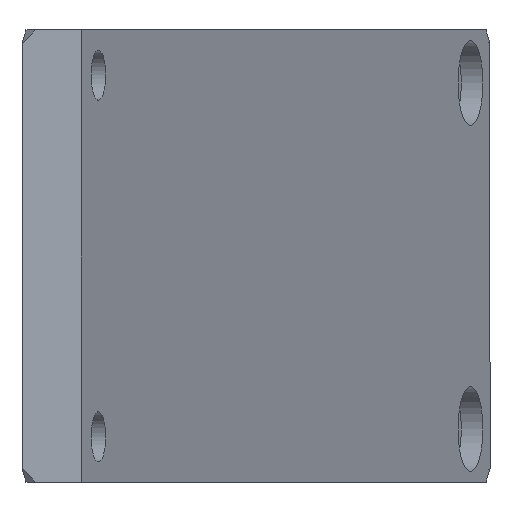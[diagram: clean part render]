
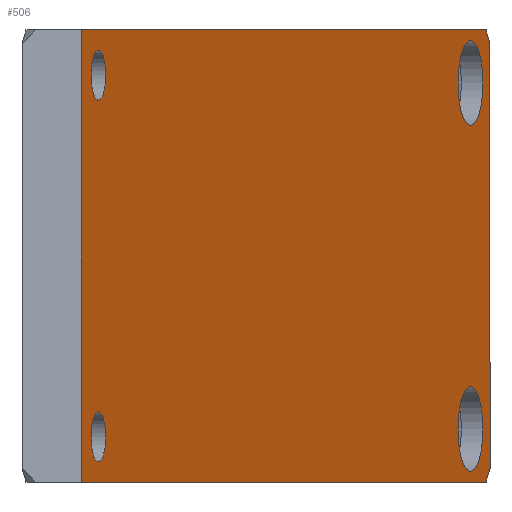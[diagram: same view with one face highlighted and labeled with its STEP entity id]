
A CAD part, front view. The second image highlights one B-rep face of the part: STEP entity #506.
In plain terms, the highlighted planar face has unit normal (0.956, -0.292, 0).
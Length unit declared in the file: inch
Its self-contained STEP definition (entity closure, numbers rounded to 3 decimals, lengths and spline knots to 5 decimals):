
#3 = ORIENTED_EDGE ( 'NONE', *, *, #139, .F. ) ;
#36 = EDGE_CURVE ( 'NONE', #529, #697, #450, .T. ) ;
#39 = EDGE_LOOP ( 'NONE', ( #710 ) ) ;
#40 = FACE_OUTER_BOUND ( 'NONE', #234, .T. ) ;
#43 = CARTESIAN_POINT ( 'NONE',  ( 0.33786, 0.25, -1. ) ) ;
#54 = CIRCLE ( 'NONE', #543, 0.1105 ) ;
#85 = CARTESIAN_POINT ( 'NONE',  ( 0.29373, 0.10567, 0.8 ) ) ;
#100 = DIRECTION ( 'NONE',  ( 0., 0., -1. ) ) ;
#102 = EDGE_LOOP ( 'NONE', ( #787 ) ) ;
#105 = EDGE_LOOP ( 'NONE', ( #213 ) ) ;
#107 = VECTOR ( 'NONE', #794, 39.37008 ) ;
#108 = CARTESIAN_POINT ( 'NONE',  ( 0.18499, -0.25, 1. ) ) ;
#109 = EDGE_CURVE ( 'NONE', #322, #322, #414, .T. ) ;
#110 = CARTESIAN_POINT ( 'NONE',  ( 1.99321, 5.66443, 1. ) ) ;
#139 = EDGE_CURVE ( 'NONE', #721, #415, #294, .T. ) ;
#155 = ORIENTED_EDGE ( 'NONE', *, *, #248, .F. ) ;
#171 = FACE_BOUND ( 'NONE', #516, .T. ) ;
#176 = AXIS2_PLACEMENT_3D ( 'NONE', #746, #681, #429 ) ;
#205 = VERTEX_POINT ( 'NONE', #448 ) ;
#213 = ORIENTED_EDGE ( 'NONE', *, *, #109, .F. ) ;
#216 = EDGE_CURVE ( 'NONE', #695, #695, #54, .T. ) ;
#232 = FACE_BOUND ( 'NONE', #39, .T. ) ;
#234 = EDGE_LOOP ( 'NONE', ( #155, #3, #604, #591, #387, #360 ) ) ;
#248 = EDGE_CURVE ( 'NONE', #415, #256, #437, .T. ) ;
#250 = LINE ( 'NONE', #805, #769 ) ;
#256 = VERTEX_POINT ( 'NONE', #692 ) ;
#292 = AXIS2_PLACEMENT_3D ( 'NONE', #43, #472, #671 ) ;
#293 = FACE_BOUND ( 'NONE', #105, .T. ) ;
#294 = LINE ( 'NONE', #110, #107 ) ;
#301 = CARTESIAN_POINT ( 'NONE',  ( 1.90687, 5.38202, 0.765 ) ) ;
#307 = VECTOR ( 'NONE', #435, 39.37008 ) ;
#310 = DIRECTION ( 'NONE',  ( 0.956, -0.292, 0. ) ) ;
#317 = CARTESIAN_POINT ( 'NONE',  ( 0.26142, 0., -0.8 ) ) ;
#322 = VERTEX_POINT ( 'NONE', #773 ) ;
#324 = CIRCLE ( 'NONE', #552, 0.1875 ) ;
#325 = CIRCLE ( 'NONE', #176, 0.1105 ) ;
#327 = CARTESIAN_POINT ( 'NONE',  ( 0.29373, 0.10567, -0.8 ) ) ;
#331 = VERTEX_POINT ( 'NONE', #85 ) ;
#334 = DIRECTION ( 'NONE',  ( 0.292, 0.956, 0. ) ) ;
#344 = EDGE_CURVE ( 'NONE', #205, #205, #324, .T. ) ;
#350 = FACE_BOUND ( 'NONE', #102, .T. ) ;
#360 = ORIENTED_EDGE ( 'NONE', *, *, #641, .T. ) ;
#378 = DIRECTION ( 'NONE',  ( -0.207, -0.676, -0.707 ) ) ;
#381 = LINE ( 'NONE', #500, #307 ) ;
#385 = CARTESIAN_POINT ( 'NONE',  ( 1.99321, 5.66443, -0.94 ) ) ;
#387 = ORIENTED_EDGE ( 'NONE', *, *, #427, .T. ) ;
#414 = CIRCLE ( 'NONE', #752, 0.1875 ) ;
#415 = VERTEX_POINT ( 'NONE', #385 ) ;
#427 = EDGE_CURVE ( 'NONE', #529, #624, #651, .T. ) ;
#429 = DIRECTION ( 'NONE',  ( 0.292, 0.956, 0. ) ) ;
#430 = DIRECTION ( 'NONE',  ( 0.292, 0.956, 0. ) ) ;
#433 = CARTESIAN_POINT ( 'NONE',  ( 1.90687, 5.38202, -0.765 ) ) ;
#435 = DIRECTION ( 'NONE',  ( -0.207, -0.676, 0.707 ) ) ;
#437 = LINE ( 'NONE', #505, #491 ) ;
#448 = CARTESIAN_POINT ( 'NONE',  ( 1.96169, 5.56133, -0.765 ) ) ;
#450 = LINE ( 'NONE', #701, #715 ) ;
#453 = CARTESIAN_POINT ( 'NONE',  ( 0.18499, -0.25, 1.42029 ) ) ;
#459 = ORIENTED_EDGE ( 'NONE', *, *, #216, .F. ) ;
#461 = CARTESIAN_POINT ( 'NONE',  ( 1.99321, 5.66443, 0.94 ) ) ;
#472 = DIRECTION ( 'NONE',  ( 0.956, -0.292, 0. ) ) ;
#491 = VECTOR ( 'NONE', #378, 39.37008 ) ;
#500 = CARTESIAN_POINT ( 'NONE',  ( 1.44913, 3.88483, 2.80091 ) ) ;
#505 = CARTESIAN_POINT ( 'NONE',  ( 1.15676, 2.92852, -3.80091 ) ) ;
#506 = ADVANCED_FACE ( 'NONE', ( #40, #171, #232, #293, #350 ), #730, .T. ) ;
#516 = EDGE_LOOP ( 'NONE', ( #459 ) ) ;
#529 = VERTEX_POINT ( 'NONE', #108 ) ;
#543 = AXIS2_PLACEMENT_3D ( 'NONE', #317, #757, #619 ) ;
#552 = AXIS2_PLACEMENT_3D ( 'NONE', #433, #676, #430 ) ;
#560 = CARTESIAN_POINT ( 'NONE',  ( 1.97567, 5.60705, 1. ) ) ;
#591 = ORIENTED_EDGE ( 'NONE', *, *, #36, .F. ) ;
#604 = ORIENTED_EDGE ( 'NONE', *, *, #636, .T. ) ;
#619 = DIRECTION ( 'NONE',  ( 0.292, 0.956, 0. ) ) ;
#624 = VERTEX_POINT ( 'NONE', #803 ) ;
#636 = EDGE_CURVE ( 'NONE', #721, #697, #381, .T. ) ;
#641 = EDGE_CURVE ( 'NONE', #624, #256, #250, .T. ) ;
#651 = LINE ( 'NONE', #453, #660 ) ;
#660 = VECTOR ( 'NONE', #100, 39.37008 ) ;
#671 = DIRECTION ( 'NONE',  ( 0.292, 0.956, 0. ) ) ;
#676 = DIRECTION ( 'NONE',  ( 0.956, -0.292, 0. ) ) ;
#681 = DIRECTION ( 'NONE',  ( 0.956, -0.292, 0. ) ) ;
#692 = CARTESIAN_POINT ( 'NONE',  ( 1.97567, 5.60705, -1. ) ) ;
#693 = EDGE_CURVE ( 'NONE', #331, #331, #325, .T. ) ;
#695 = VERTEX_POINT ( 'NONE', #327 ) ;
#697 = VERTEX_POINT ( 'NONE', #560 ) ;
#701 = CARTESIAN_POINT ( 'NONE',  ( 0.33786, 0.25, 1. ) ) ;
#710 = ORIENTED_EDGE ( 'NONE', *, *, #693, .F. ) ;
#715 = VECTOR ( 'NONE', #334, 39.37008 ) ;
#721 = VERTEX_POINT ( 'NONE', #461 ) ;
#730 = PLANE ( 'NONE',  #292 ) ;
#746 = CARTESIAN_POINT ( 'NONE',  ( 0.26142, 0., 0.8 ) ) ;
#752 = AXIS2_PLACEMENT_3D ( 'NONE', #301, #310, #806 ) ;
#756 = DIRECTION ( 'NONE',  ( 0.292, 0.956, 0. ) ) ;
#757 = DIRECTION ( 'NONE',  ( 0.956, -0.292, 0. ) ) ;
#769 = VECTOR ( 'NONE', #756, 39.37008 ) ;
#773 = CARTESIAN_POINT ( 'NONE',  ( 1.96169, 5.56133, 0.765 ) ) ;
#787 = ORIENTED_EDGE ( 'NONE', *, *, #344, .F. ) ;
#794 = DIRECTION ( 'NONE',  ( 0., 0., -1. ) ) ;
#803 = CARTESIAN_POINT ( 'NONE',  ( 0.18499, -0.25, -1. ) ) ;
#805 = CARTESIAN_POINT ( 'NONE',  ( 0.33786, 0.25, -1. ) ) ;
#806 = DIRECTION ( 'NONE',  ( 0.292, 0.956, 0. ) ) ;
